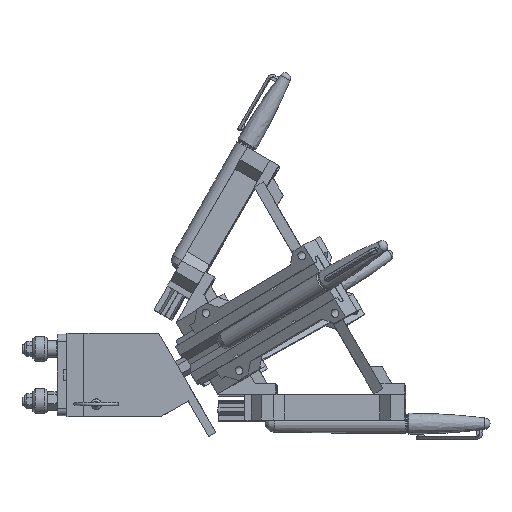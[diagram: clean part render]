
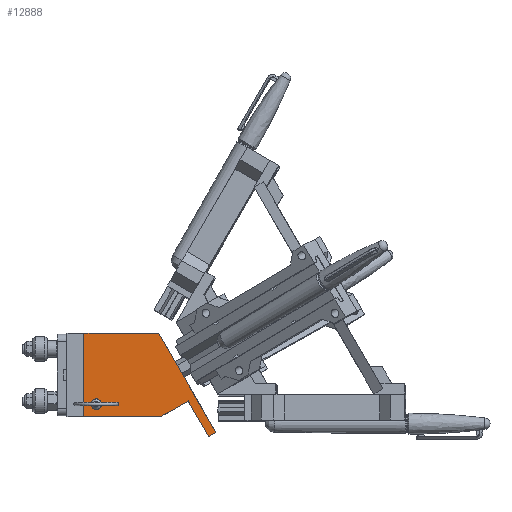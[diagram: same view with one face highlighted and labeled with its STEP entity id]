
A CAD part, left-side view. The second image highlights one B-rep face of the part: STEP entity #12888.
In plain terms, the highlighted face is planar.
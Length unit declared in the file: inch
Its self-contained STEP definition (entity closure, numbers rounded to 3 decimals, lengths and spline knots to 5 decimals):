
#533=FACE_BOUND('',#2168,.T.);
#844=PLANE('',#14284);
#1462=FACE_OUTER_BOUND('',#2167,.T.);
#2167=EDGE_LOOP('',(#10630,#10631,#10632,#10633,#10634,#10635,#10636));
#2168=EDGE_LOOP('',(#10637));
#3158=LINE('',#20391,#4586);
#3170=LINE('',#20415,#4598);
#3171=LINE('',#20417,#4599);
#3172=LINE('',#20419,#4600);
#3173=LINE('',#20421,#4601);
#3174=LINE('',#20423,#4602);
#3175=LINE('',#20424,#4603);
#4586=VECTOR('',#16517,0.3937);
#4598=VECTOR('',#16531,0.3937);
#4599=VECTOR('',#16532,0.3937);
#4600=VECTOR('',#16533,0.3937);
#4601=VECTOR('',#16534,0.3937);
#4602=VECTOR('',#16535,0.3937);
#4603=VECTOR('',#16536,0.3937);
#5681=CIRCLE('',#14285,0.1285);
#6364=VERTEX_POINT('',#20389);
#6365=VERTEX_POINT('',#20390);
#6376=VERTEX_POINT('',#20414);
#6377=VERTEX_POINT('',#20416);
#6378=VERTEX_POINT('',#20418);
#6379=VERTEX_POINT('',#20420);
#6380=VERTEX_POINT('',#20422);
#6381=VERTEX_POINT('',#20425);
#7884=EDGE_CURVE('',#6364,#6365,#3158,.T.);
#7896=EDGE_CURVE('',#6365,#6376,#3170,.T.);
#7897=EDGE_CURVE('',#6376,#6377,#3171,.T.);
#7898=EDGE_CURVE('',#6377,#6378,#3172,.T.);
#7899=EDGE_CURVE('',#6378,#6379,#3173,.T.);
#7900=EDGE_CURVE('',#6379,#6380,#3174,.T.);
#7901=EDGE_CURVE('',#6380,#6364,#3175,.T.);
#7902=EDGE_CURVE('',#6381,#6381,#5681,.T.);
#10630=ORIENTED_EDGE('',*,*,#7884,.T.);
#10631=ORIENTED_EDGE('',*,*,#7896,.T.);
#10632=ORIENTED_EDGE('',*,*,#7897,.T.);
#10633=ORIENTED_EDGE('',*,*,#7898,.T.);
#10634=ORIENTED_EDGE('',*,*,#7899,.T.);
#10635=ORIENTED_EDGE('',*,*,#7900,.T.);
#10636=ORIENTED_EDGE('',*,*,#7901,.T.);
#10637=ORIENTED_EDGE('',*,*,#7902,.T.);
#12888=ADVANCED_FACE('',(#1462,#533),#844,.T.);
#14284=AXIS2_PLACEMENT_3D('',#20413,#16529,#16530);
#14285=AXIS2_PLACEMENT_3D('',#20426,#16537,#16538);
#16517=DIRECTION('',(0.5,-0.866,0.));
#16529=DIRECTION('center_axis',(0.,0.,1.));
#16530=DIRECTION('ref_axis',(1.,0.,0.));
#16531=DIRECTION('',(-0.866,-0.5,0.));
#16532=DIRECTION('',(0.5,-0.866,0.));
#16533=DIRECTION('',(0.866,0.5,0.));
#16534=DIRECTION('',(0.,1.,0.));
#16535=DIRECTION('',(-1.,0.,0.));
#16536=DIRECTION('',(0.,-1.,0.));
#16537=DIRECTION('center_axis',(0.,0.,-1.));
#16538=DIRECTION('ref_axis',(-1.,0.,0.));
#20389=CARTESIAN_POINT('',(-1.,-0.45297,1.));
#20390=CARTESIAN_POINT('',(-0.62294,-1.10606,1.));
#20391=CARTESIAN_POINT('',(-0.80746,-0.78645,1.));
#20413=CARTESIAN_POINT('Origin',(-0.24175,-0.03369,
1.));
#20414=CARTESIAN_POINT('',(-1.48157,-1.60179,1.));
#20415=CARTESIAN_POINT('',(-0.43635,-0.99834,1.));
#20416=CARTESIAN_POINT('',(-1.38157,-1.775,1.));
#20417=CARTESIAN_POINT('',(-1.48157,-1.60179,1.));
#20418=CARTESIAN_POINT('',(1.,-0.4,1.));
#20419=CARTESIAN_POINT('',(-1.38157,-1.775,1.));
#20420=CARTESIAN_POINT('',(1.,1.4,1.));
#20421=CARTESIAN_POINT('',(1.,-0.4,1.));
#20422=CARTESIAN_POINT('',(-1.,1.4,1.));
#20423=CARTESIAN_POINT('',(1.,1.4,1.));
#20424=CARTESIAN_POINT('',(-1.,1.4,1.));
#20425=CARTESIAN_POINT('',(-0.5715,1.10431,1.));
#20426=CARTESIAN_POINT('Origin',(-0.7,1.10431,1.));
